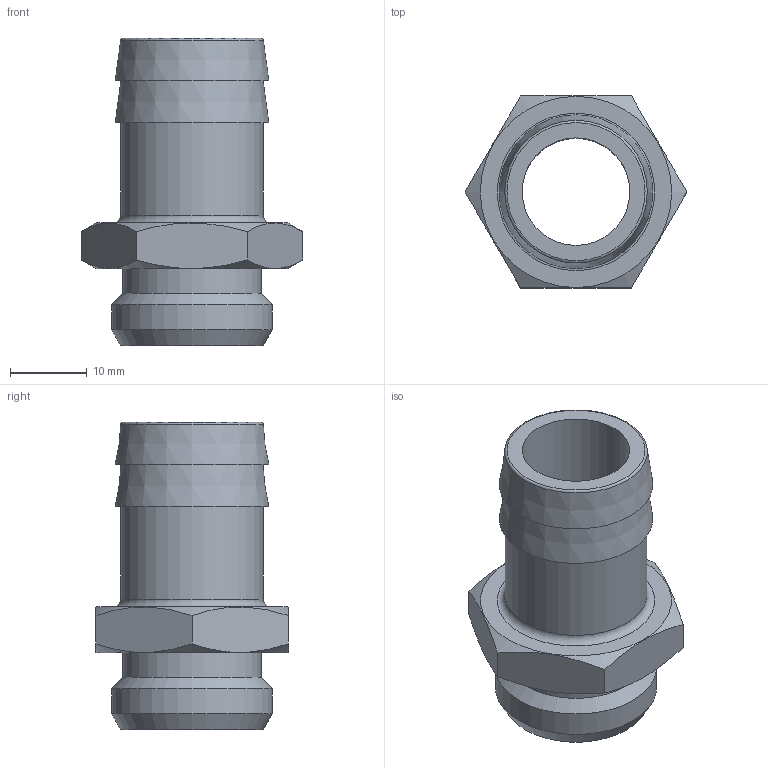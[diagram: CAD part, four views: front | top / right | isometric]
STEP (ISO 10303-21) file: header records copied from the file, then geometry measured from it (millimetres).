
FILE_DESCRIPTION(/* description */ ('Unknown'),/* implementation_level */ '2;1');
FILE_NAME(/* name */ 'PG2651220NI',/* time_stamp */ '2018-12-14T15:32:58+01:00',/* author */ ('UNIC_S.R.L.'),/* organization */ ('Unknown'),/* preprocessor_version */ 'ST-DEVELOPER v16.7',/* originating_system */ 'DEX',/* authorisation */ $);
FILE_SCHEMA (('AUTOMOTIVE_DESIGN {1 0 10303 214 3 1 1}'));
Length unit declared in the file: millimetre
Products named in the file (1): PG2651220NI
Bounding box: 28.87 x 25 x 40 mm (x, y, z)
Volume: 6606.9 mm3; surface area: 5261.1 mm2
Topology: 1 solids, 1 shells, 27 faces, 55 edges, 35 vertices
Faces by surface type: plane 13, cone 8, cylinder 4, torus 2
Full cylindrical faces by diameter (mm): 14 x1, 18 x1, 18.5 x1, 20.955 x1
Entity records: 877 total; most frequent: CARTESIAN_POINT 170, DIRECTION 102, ORIENTED_EDGE 76, EDGE_LOOP 48, FACE_BOUND 48, AXIS2_PLACEMENT_3D 48, EDGE_CURVE 38, VERTEX_POINT 32
